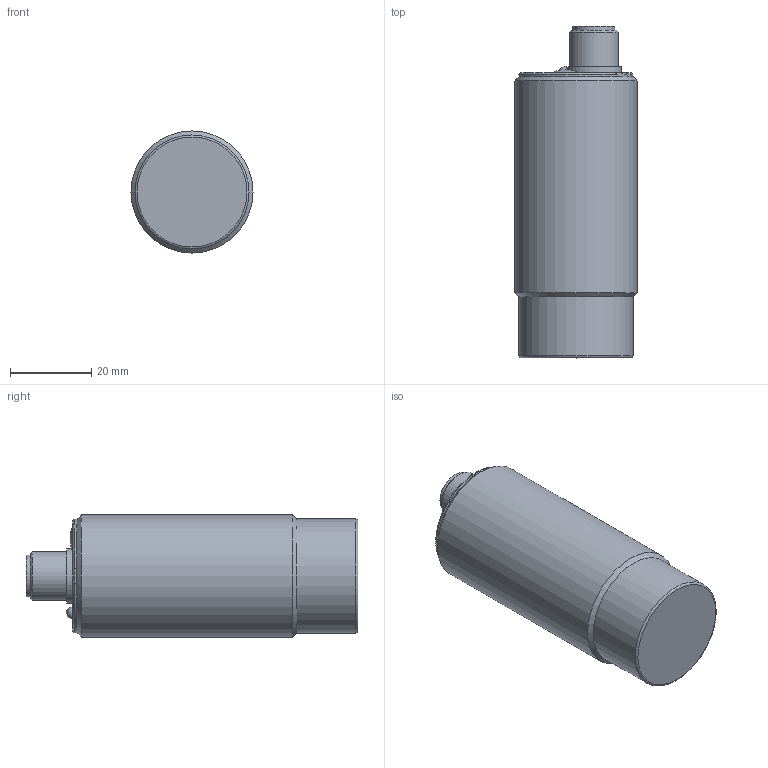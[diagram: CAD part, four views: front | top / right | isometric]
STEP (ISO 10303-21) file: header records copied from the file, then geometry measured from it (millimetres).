
FILE_DESCRIPTION(/* description */ (''),/* implementation_level */ '2;1');
FILE_NAME(/* name */ '808600_Shrinkwrap_1.stp',/* time_stamp */ '2023-07-26T16:22:28+02:00',/* author */ ('Krieger Anja'),/* organization */ (''),/* preprocessor_version */ 'ST-DEVELOPER v18.1',/* originating_system */ 'Autodesk Inventor 2021',/* authorisation */ '');
FILE_SCHEMA (('AUTOMOTIVE_DESIGN { 1 0 10303 214 3 1 1 }'));
Length unit declared in the file: millimetre
Products named in the file (1): 808600_Shrinkwrap_1
Bounding box: 30 x 81.5 x 30 mm (x, y, z)
Volume: 13637.4 mm3; surface area: 17027 mm2
Topology: 1 solids, 1 shells, 81 faces, 167 edges, 107 vertices
Faces by surface type: cylinder 33, plane 30, cone 8, sphere 5, torus 4, bspline 1
Full cylindrical faces by diameter (mm): 1 x8, 3 x2, 4 x1, 5 x2, 5.8 x1, 8 x1, 8.4 x1, 9.5 x2, 9.7 x1, 10.3 x1, 12 x2, 13.5 x1, 14 x1, 26 x2, 26.2 x2, 28 x1, 30 x1
Entity records: 2343 total; most frequent: DIRECTION 430, CARTESIAN_POINT 376, ORIENTED_EDGE 322, AXIS2_PLACEMENT_3D 188, EDGE_CURVE 161, CIRCLE 107, VERTEX_POINT 107, EDGE_LOOP 106
